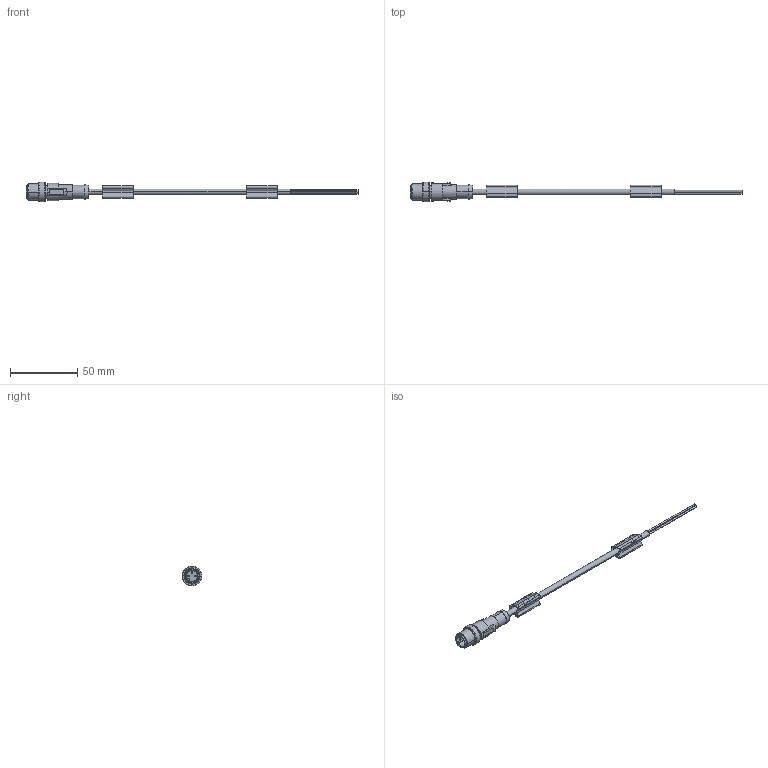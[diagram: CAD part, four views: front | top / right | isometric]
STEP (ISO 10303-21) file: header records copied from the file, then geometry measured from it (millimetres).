
FILE_DESCRIPTION(('SolidDesigner STEP Export'),'2;1');
FILE_NAME('1682566.stp','2010-11-23T15:02:03',(''),(''),'CoCreate Modeling STEP processor for AP214 (Solid Model)','CoCreate Modeling 16.00A 16-Aug-2008 (C) Parametric Technology GmbH','');
FILE_SCHEMA(('AUTOMOTIVE_DESIGN { 1 0 10303 214 1 1 1 1 }'));
Length unit declared in the file: millimetre
Products named in the file (2): 1682566
Assembly tree (1 placements, depth 2):
  1682566
    1682566
Bounding box: 246.8 x 14.8 x 14.8 mm (x, y, z)
Volume: 8130.6 mm3; surface area: 8178.2 mm2
Topology: 1 solids, 1 shells, 231 faces, 641 edges, 428 vertices
Faces by surface type: cylinder 117, plane 83, extrusion 18, cone 13
Entity records: 9292 total; most frequent: CARTESIAN_POINT 1967, ORIENTED_EDGE 1282, DIRECTION 1004, EDGE_CURVE 641, VERTEX_POINT 428, AXIS2_PLACEMENT_3D 342, VECTOR 320, LINE 302
